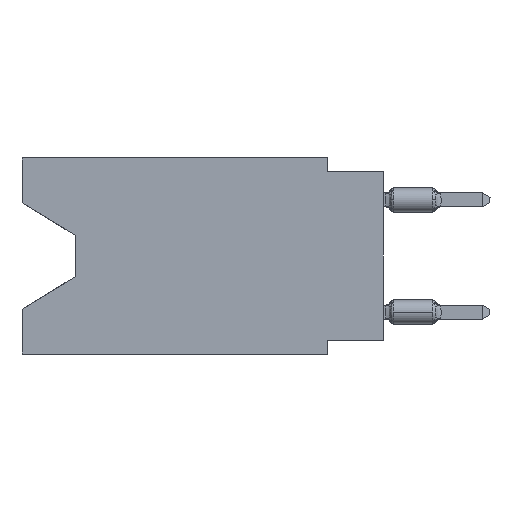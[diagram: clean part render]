
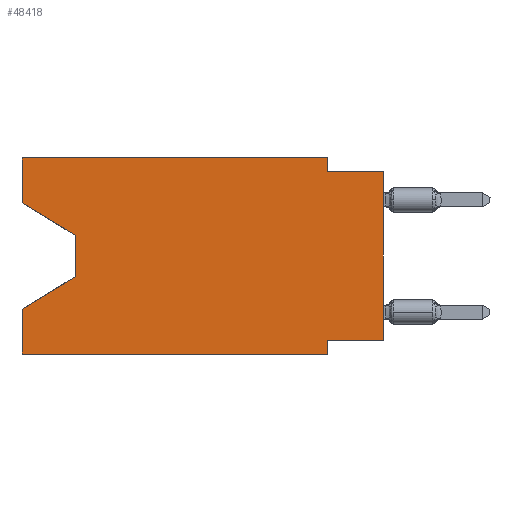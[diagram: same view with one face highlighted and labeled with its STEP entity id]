
A CAD part, left-side view. The second image highlights one B-rep face of the part: STEP entity #48418.
In plain terms, the highlighted planar face has unit normal (-1, 0, 0).
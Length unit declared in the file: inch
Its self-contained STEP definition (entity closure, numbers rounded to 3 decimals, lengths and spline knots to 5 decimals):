
#1005 = LINE ( 'NONE', #24409, #33390 ) ;
#1106 = ORIENTED_EDGE ( 'NONE', *, *, #3210, .T. ) ;
#1338 = ORIENTED_EDGE ( 'NONE', *, *, #34543, .T. ) ;
#1411 = VERTEX_POINT ( 'NONE', #24256 ) ;
#3210 = EDGE_CURVE ( 'NONE', #44254, #29605, #45571, .T. ) ;
#3675 = VERTEX_POINT ( 'NONE', #20291 ) ;
#3833 = DIRECTION ( 'NONE',  ( 0., 0., -1. ) ) ;
#3966 = LINE ( 'NONE', #50283, #42068 ) ;
#5777 = EDGE_LOOP ( 'NONE', ( #1338, #1106, #49694, #18494, #17286, #23291, #22945, #26635, #29897, #7991, #47982, #29072 ) ) ;
#6139 = CARTESIAN_POINT ( 'NONE',  ( 0., 0.1, -0.35 ) ) ;
#6162 = CARTESIAN_POINT ( 'NONE',  ( 0., 0.1, 0. ) ) ;
#6719 = VECTOR ( 'NONE', #10466, 39.37008 ) ;
#7526 = CARTESIAN_POINT ( 'NONE',  ( 0., 0.55, -0.212 ) ) ;
#7535 = EDGE_CURVE ( 'NONE', #1411, #44386, #1005, .T. ) ;
#7991 = ORIENTED_EDGE ( 'NONE', *, *, #10139, .F. ) ;
#9638 = CARTESIAN_POINT ( 'NONE',  ( 0., 0., -0.025 ) ) ;
#10139 = EDGE_CURVE ( 'NONE', #26112, #3675, #29324, .T. ) ;
#10466 = DIRECTION ( 'NONE',  ( 0., 0., 1. ) ) ;
#12743 = EDGE_CURVE ( 'NONE', #38926, #45460, #29180, .T. ) ;
#13262 = CARTESIAN_POINT ( 'NONE',  ( 0., 0.55, -0.138 ) ) ;
#13396 = CARTESIAN_POINT ( 'NONE',  ( 0., 0.55, -0.212 ) ) ;
#15093 = VERTEX_POINT ( 'NONE', #6139 ) ;
#15914 = DIRECTION ( 'NONE',  ( 0., -1., 0. ) ) ;
#16226 = FACE_OUTER_BOUND ( 'NONE', #5777, .T. ) ;
#16818 = EDGE_CURVE ( 'NONE', #38926, #47696, #48593, .T. ) ;
#17286 = ORIENTED_EDGE ( 'NONE', *, *, #23871, .T. ) ;
#17341 = LINE ( 'NONE', #21911, #6719 ) ;
#18494 = ORIENTED_EDGE ( 'NONE', *, *, #47601, .F. ) ;
#18936 = VECTOR ( 'NONE', #36873, 39.37008 ) ;
#20291 = CARTESIAN_POINT ( 'NONE',  ( 0., 0.1, -0.025 ) ) ;
#20297 = DIRECTION ( 'NONE',  ( 0., 0., -1. ) ) ;
#20606 = DIRECTION ( 'NONE',  ( 0., 0., 1. ) ) ;
#21384 = CARTESIAN_POINT ( 'NONE',  ( 0., 0.645, 0. ) ) ;
#21911 = CARTESIAN_POINT ( 'NONE',  ( 0., 0.645, 0. ) ) ;
#22136 = LINE ( 'NONE', #21384, #43059 ) ;
#22945 = ORIENTED_EDGE ( 'NONE', *, *, #12743, .F. ) ;
#23046 = DIRECTION ( 'NONE',  ( 0., 0.855, -0.519 ) ) ;
#23291 = ORIENTED_EDGE ( 'NONE', *, *, #32020, .F. ) ;
#23871 = EDGE_CURVE ( 'NONE', #40378, #15093, #3966, .T. ) ;
#24256 = CARTESIAN_POINT ( 'NONE',  ( 0., 0.645, -0.08025 ) ) ;
#24409 = CARTESIAN_POINT ( 'NONE',  ( 0., 0.645, 0. ) ) ;
#26112 = VERTEX_POINT ( 'NONE', #45805 ) ;
#26635 = ORIENTED_EDGE ( 'NONE', *, *, #16818, .T. ) ;
#27175 = DIRECTION ( 'NONE',  ( 0., 0., -1. ) ) ;
#27625 = VECTOR ( 'NONE', #23046, 39.37008 ) ;
#27831 = EDGE_CURVE ( 'NONE', #29605, #43051, #42377, .T. ) ;
#28157 = VECTOR ( 'NONE', #36951, 39.37008 ) ;
#28963 = LINE ( 'NONE', #9638, #29822 ) ;
#29005 = CARTESIAN_POINT ( 'NONE',  ( 0., 0., 0. ) ) ;
#29072 = ORIENTED_EDGE ( 'NONE', *, *, #7535, .F. ) ;
#29180 = LINE ( 'NONE', #29685, #42132 ) ;
#29220 = LINE ( 'NONE', #36352, #39771 ) ;
#29324 = LINE ( 'NONE', #6162, #28157 ) ;
#29605 = VERTEX_POINT ( 'NONE', #13396 ) ;
#29685 = CARTESIAN_POINT ( 'NONE',  ( 0., 0., -0.325 ) ) ;
#29758 = CARTESIAN_POINT ( 'NONE',  ( 0., 0.645, -0.26975 ) ) ;
#29822 = VECTOR ( 'NONE', #40654, 39.37008 ) ;
#29897 = ORIENTED_EDGE ( 'NONE', *, *, #31900, .F. ) ;
#31729 = PLANE ( 'NONE',  #38466 ) ;
#31900 = EDGE_CURVE ( 'NONE', #3675, #47696, #28963, .T. ) ;
#32020 = EDGE_CURVE ( 'NONE', #45460, #15093, #46511, .T. ) ;
#33071 = VECTOR ( 'NONE', #27175, 39.37008 ) ;
#33390 = VECTOR ( 'NONE', #20606, 39.37008 ) ;
#33849 = CARTESIAN_POINT ( 'NONE',  ( 0., 0., -0.025 ) ) ;
#34543 = EDGE_CURVE ( 'NONE', #1411, #44254, #29220, .T. ) ;
#34786 = CARTESIAN_POINT ( 'NONE',  ( 0., 0.1, -0.35 ) ) ;
#35477 = EDGE_CURVE ( 'NONE', #44386, #26112, #22136, .T. ) ;
#36352 = CARTESIAN_POINT ( 'NONE',  ( 0., 0.645, -0.08025 ) ) ;
#36593 = DIRECTION ( 'NONE',  ( 0., -0.855, -0.519 ) ) ;
#36873 = DIRECTION ( 'NONE',  ( 0., 0., 1. ) ) ;
#36951 = DIRECTION ( 'NONE',  ( 0., 0., -1. ) ) ;
#37306 = DIRECTION ( 'NONE',  ( 0., 1., 0. ) ) ;
#38466 = AXIS2_PLACEMENT_3D ( 'NONE', #47026, #42953, #20297 ) ;
#38926 = VERTEX_POINT ( 'NONE', #41048 ) ;
#39771 = VECTOR ( 'NONE', #36593, 39.37008 ) ;
#40378 = VERTEX_POINT ( 'NONE', #46415 ) ;
#40654 = DIRECTION ( 'NONE',  ( 0., -1., 0. ) ) ;
#40714 = DIRECTION ( 'NONE',  ( 0., -1., 0. ) ) ;
#41048 = CARTESIAN_POINT ( 'NONE',  ( 0., 0., -0.325 ) ) ;
#41991 = CARTESIAN_POINT ( 'NONE',  ( 0., 0.55, -0.138 ) ) ;
#42068 = VECTOR ( 'NONE', #15914, 39.37008 ) ;
#42132 = VECTOR ( 'NONE', #37306, 39.37008 ) ;
#42377 = LINE ( 'NONE', #7526, #27625 ) ;
#42953 = DIRECTION ( 'NONE',  ( 1., 0., 0. ) ) ;
#43051 = VERTEX_POINT ( 'NONE', #29758 ) ;
#43059 = VECTOR ( 'NONE', #40714, 39.37008 ) ;
#44254 = VERTEX_POINT ( 'NONE', #13262 ) ;
#44386 = VERTEX_POINT ( 'NONE', #49373 ) ;
#45460 = VERTEX_POINT ( 'NONE', #45570 ) ;
#45570 = CARTESIAN_POINT ( 'NONE',  ( 0., 0.1, -0.325 ) ) ;
#45571 = LINE ( 'NONE', #41991, #46213 ) ;
#45805 = CARTESIAN_POINT ( 'NONE',  ( 0., 0.1, 0. ) ) ;
#46213 = VECTOR ( 'NONE', #3833, 39.37008 ) ;
#46415 = CARTESIAN_POINT ( 'NONE',  ( 0., 0.645, -0.35 ) ) ;
#46511 = LINE ( 'NONE', #34786, #33071 ) ;
#47026 = CARTESIAN_POINT ( 'NONE',  ( 0., 0.645, 0. ) ) ;
#47601 = EDGE_CURVE ( 'NONE', #40378, #43051, #17341, .T. ) ;
#47696 = VERTEX_POINT ( 'NONE', #33849 ) ;
#47982 = ORIENTED_EDGE ( 'NONE', *, *, #35477, .F. ) ;
#48418 = ADVANCED_FACE ( 'NONE', ( #16226 ), #31729, .F. ) ;
#48593 = LINE ( 'NONE', #29005, #18936 ) ;
#49373 = CARTESIAN_POINT ( 'NONE',  ( 0., 0.645, 0. ) ) ;
#49694 = ORIENTED_EDGE ( 'NONE', *, *, #27831, .T. ) ;
#50283 = CARTESIAN_POINT ( 'NONE',  ( 0., 0.645, -0.35 ) ) ;
